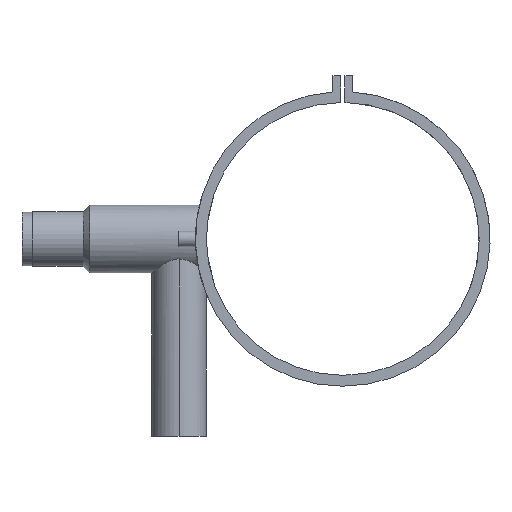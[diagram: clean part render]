
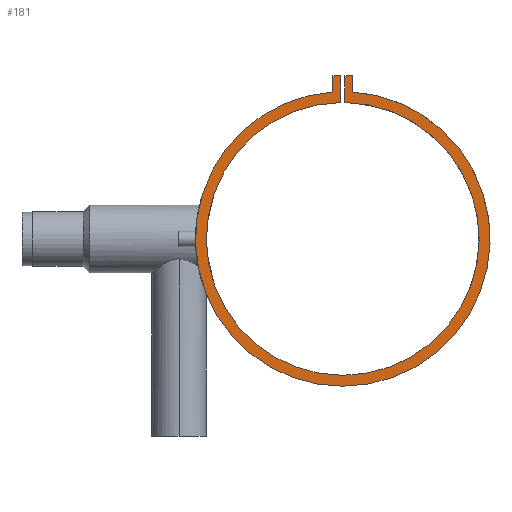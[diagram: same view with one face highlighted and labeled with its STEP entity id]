
A CAD part, left-side view. The second image highlights one B-rep face of the part: STEP entity #181.
In plain terms, the highlighted planar face has unit normal (-1, 0, 0).
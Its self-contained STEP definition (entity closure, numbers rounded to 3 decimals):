
#58 = AXIS2_PLACEMENT_3D ( 'NONE', #829, #1612, #2408 ) ;
#70 = EDGE_CURVE ( 'NONE', #680, #74, #1781, .T. ) ;
#74 = VERTEX_POINT ( 'NONE', #1389 ) ;
#80 = VERTEX_POINT ( 'NONE', #2186 ) ;
#106 = ORIENTED_EDGE ( 'NONE', *, *, #70, .F. ) ;
#159 = VECTOR ( 'NONE', #2069, 1000. ) ;
#181 = ADVANCED_FACE ( 'NONE', ( #1582 ), #2377, .F. ) ;
#204 = EDGE_CURVE ( 'NONE', #349, #1100, #1399, .T. ) ;
#315 = CARTESIAN_POINT ( 'NONE',  ( -69., -9., 149.7 ) ) ;
#349 = VERTEX_POINT ( 'NONE', #315 ) ;
#359 = LINE ( 'NONE', #1138, #2316 ) ;
#370 = CIRCLE ( 'NONE', #1803, 135. ) ;
#383 = DIRECTION ( 'NONE',  ( 1., 0., 0. ) ) ;
#431 = DIRECTION ( 'NONE',  ( 0., 0., -1. ) ) ;
#434 = CARTESIAN_POINT ( 'NONE',  ( -69., 2., 149.7 ) ) ;
#448 = CARTESIAN_POINT ( 'NONE',  ( -69., -2., 149.7 ) ) ;
#506 = LINE ( 'NONE', #1280, #159 ) ;
#510 = ORIENTED_EDGE ( 'NONE', *, *, #204, .F. ) ;
#570 = VERTEX_POINT ( 'NONE', #1647 ) ;
#607 = CARTESIAN_POINT ( 'NONE',  ( -69., 0., 0. ) ) ;
#680 = VERTEX_POINT ( 'NONE', #1512 ) ;
#790 = VERTEX_POINT ( 'NONE', #1331 ) ;
#802 = DIRECTION ( 'NONE',  ( 0., 0., 1. ) ) ;
#805 = EDGE_CURVE ( 'NONE', #790, #1525, #359, .T. ) ;
#829 = CARTESIAN_POINT ( 'NONE',  ( -69., 0., 0. ) ) ;
#865 = VECTOR ( 'NONE', #1209, 1000. ) ;
#868 = AXIS2_PLACEMENT_3D ( 'NONE', #607, #1385, #2176 ) ;
#897 = CARTESIAN_POINT ( 'NONE',  ( -69., -9., 134.7 ) ) ;
#1079 = EDGE_CURVE ( 'NONE', #570, #790, #506, .T. ) ;
#1100 = VERTEX_POINT ( 'NONE', #897 ) ;
#1138 = CARTESIAN_POINT ( 'NONE',  ( -69., 9., 149.7 ) ) ;
#1158 = DIRECTION ( 'NONE',  ( 0., 0., -1. ) ) ;
#1185 = CIRCLE ( 'NONE', #58, 125. ) ;
#1209 = DIRECTION ( 'NONE',  ( 0., 0., -1. ) ) ;
#1221 = DIRECTION ( 'NONE',  ( 0., -1., 0. ) ) ;
#1228 = VECTOR ( 'NONE', #802, 1000. ) ;
#1280 = CARTESIAN_POINT ( 'NONE',  ( -69., 9., 149.7 ) ) ;
#1331 = CARTESIAN_POINT ( 'NONE',  ( -69., 9., 149.7 ) ) ;
#1385 = DIRECTION ( 'NONE',  ( 1., 0., 0. ) ) ;
#1389 = CARTESIAN_POINT ( 'NONE',  ( -69., -2., 149.7 ) ) ;
#1399 = LINE ( 'NONE', #2192, #1853 ) ;
#1453 = ORIENTED_EDGE ( 'NONE', *, *, #1848, .F. ) ;
#1460 = ORIENTED_EDGE ( 'NONE', *, *, #805, .F. ) ;
#1512 = CARTESIAN_POINT ( 'NONE',  ( -69., -2., 124.984 ) ) ;
#1515 = EDGE_CURVE ( 'NONE', #1100, #570, #370, .T. ) ;
#1520 = VECTOR ( 'NONE', #1221, 1000. ) ;
#1525 = VERTEX_POINT ( 'NONE', #1750 ) ;
#1582 = FACE_OUTER_BOUND ( 'NONE', #1753, .T. ) ;
#1602 = ORIENTED_EDGE ( 'NONE', *, *, #1880, .F. ) ;
#1612 = DIRECTION ( 'NONE',  ( -1., 0., 0. ) ) ;
#1619 = ORIENTED_EDGE ( 'NONE', *, *, #1079, .F. ) ;
#1647 = CARTESIAN_POINT ( 'NONE',  ( -69., 9., 134.7 ) ) ;
#1750 = CARTESIAN_POINT ( 'NONE',  ( -69., 2., 149.7 ) ) ;
#1753 = EDGE_LOOP ( 'NONE', ( #2321, #510, #1602, #106, #1453, #1961, #1460, #1619 ) ) ;
#1781 = LINE ( 'NONE', #2580, #1228 ) ;
#1803 = AXIS2_PLACEMENT_3D ( 'NONE', #2138, #383, #1158 ) ;
#1831 = EDGE_CURVE ( 'NONE', #1525, #80, #2197, .T. ) ;
#1848 = EDGE_CURVE ( 'NONE', #80, #680, #1185, .T. ) ;
#1853 = VECTOR ( 'NONE', #431, 1000. ) ;
#1880 = EDGE_CURVE ( 'NONE', #74, #349, #2211, .T. ) ;
#1924 = DIRECTION ( 'NONE',  ( 0., -1., 0. ) ) ;
#1961 = ORIENTED_EDGE ( 'NONE', *, *, #1831, .F. ) ;
#2069 = DIRECTION ( 'NONE',  ( 0., 0., 1. ) ) ;
#2138 = CARTESIAN_POINT ( 'NONE',  ( -69., 0., 0. ) ) ;
#2176 = DIRECTION ( 'NONE',  ( 0., 0., -1. ) ) ;
#2186 = CARTESIAN_POINT ( 'NONE',  ( -69., 2., 124.984 ) ) ;
#2192 = CARTESIAN_POINT ( 'NONE',  ( -69., -9., 149.7 ) ) ;
#2197 = LINE ( 'NONE', #434, #865 ) ;
#2211 = LINE ( 'NONE', #448, #1520 ) ;
#2316 = VECTOR ( 'NONE', #1924, 1000. ) ;
#2321 = ORIENTED_EDGE ( 'NONE', *, *, #1515, .F. ) ;
#2377 = PLANE ( 'NONE',  #868 ) ;
#2408 = DIRECTION ( 'NONE',  ( 0., 0., -1. ) ) ;
#2580 = CARTESIAN_POINT ( 'NONE',  ( -69., -2., 149.7 ) ) ;
